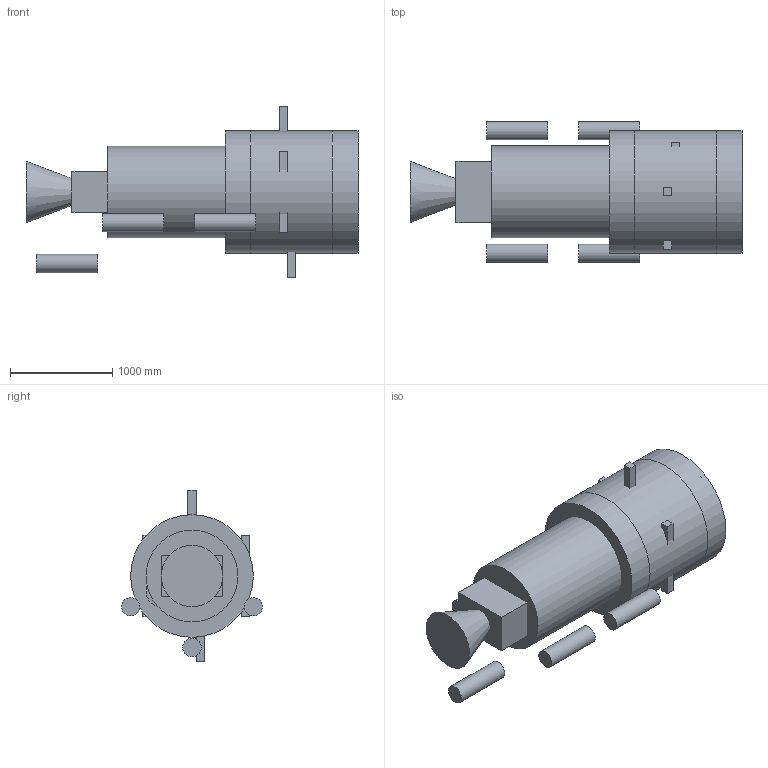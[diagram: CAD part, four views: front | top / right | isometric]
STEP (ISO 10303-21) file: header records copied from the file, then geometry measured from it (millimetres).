
FILE_DESCRIPTION(('FreeCAD Model'),'2;1');
FILE_NAME('Open CASCADE Shape Model','2025-11-14T04:01:51',('Author'),( ''),'Open CASCADE STEP processor 7.8','FreeCAD','Unknown');
FILE_SCHEMA(('AUTOMOTIVE_DESIGN { 1 0 10303 214 1 1 1 1 }'));
Length unit declared in the file: millimetre
Products named in the file (40): Rear; Mid; Hull_Shell_fallback; Nose; Win_Left; Cockpit; Win_Right; Reactor; Ring_1; Ring_3; Ring_5; Ring_0; Ring_2; Ring_4; Coil_1; Coil_2; Coil_0; Coil_3; Moderator_Outer; Moderator_Inner; Tungsten_Post_0; Moderator; Tungsten_Post_1; Tungsten_Post_5; Tungsten_Post_4; Tungsten_Post_2; Tungsten_Post_3; Truss_0; Nozzle; Truss_1; Truss_2; Leg_Side__1; Leg_Side2__1; Leg_Front; Tank; Leg_Side_1; Leg_Side2_1; Fin; Wing_Left; Wing_Right
Bounding box: 3250 x 1380 x 1680 mm (x, y, z)
Surface area: 59380310.1 mm2
Topology: 41 solids, 44 shells, 156 faces, 237 edges, 156 vertices
Faces by surface type: plane 123, cylinder 24, torus 6, cone 3
Full cylindrical faces by diameter (mm): 10 x6, 80 x3, 180 x5, 300 x1, 800 x1, 840 x2, 900 x2, 1200 x4
Entity records: 7300 total; most frequent: DIRECTION 1083, CARTESIAN_POINT 1018, LINE 589, VECTOR 589, ORIENTED_EDGE 470, PCURVE 470, DEFINITIONAL_REPRESENTATION 470, EDGE_CURVE 235
